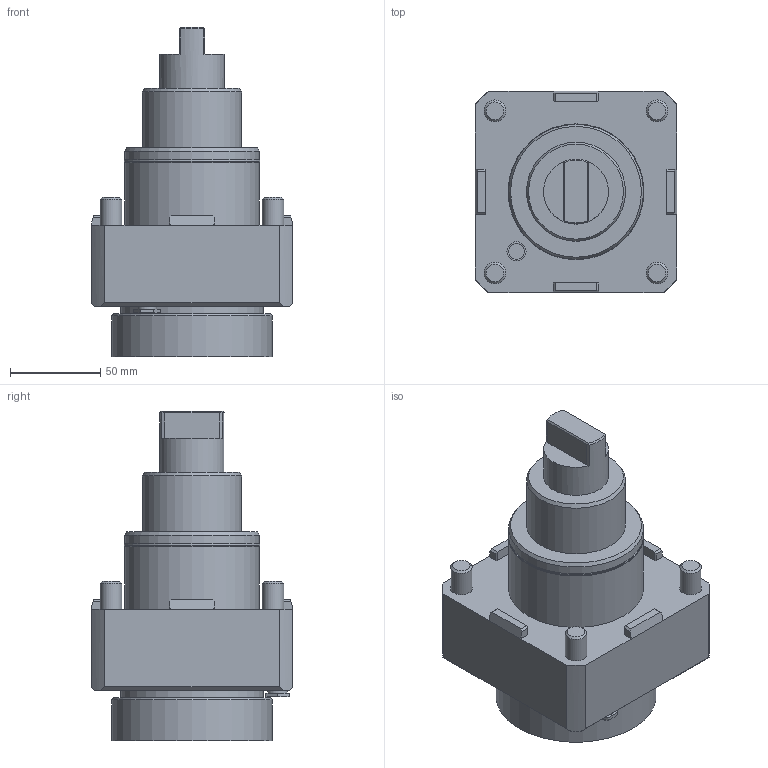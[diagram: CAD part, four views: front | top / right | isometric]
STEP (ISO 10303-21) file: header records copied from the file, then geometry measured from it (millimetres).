
FILE_DESCRIPTION(/* description */ (''),/* implementation_level */ '2;1');
FILE_NAME(/* name */ 'EWS_230296_DIN4003.stp',/* time_stamp */ '2024-03-04T08:28:01+01:00',/* author */ ('EWS'),/* organization */ (''),/* preprocessor_version */ 'ST-DEVELOPER v19.2',/* originating_system */ 'Autodesk Inventor 2023',/* authorisation */ '');
FILE_SCHEMA (('AUTOMOTIVE_DESIGN { 1 0 10303 214 3 1 1 }'));
Length unit declared in the file: millimetre
Products named in the file (1): EWS_230296_DIN4003
Bounding box: 112 x 112 x 183 mm (x, y, z)
Volume: 1031711.1 mm3; surface area: 76660.1 mm2
Topology: 1 solids, 1 shells, 120 faces, 295 edges, 192 vertices
Faces by surface type: plane 85, cylinder 17, cone 15, torus 3
Full cylindrical faces by diameter (mm): 10.7 x1, 12 x4, 36 x1, 54.95 x1, 74.9 x2, 75.394 x1, 79 x1, 85 x1, 89 x1
Entity records: 3574 total; most frequent: CARTESIAN_POINT 651, DIRECTION 600, ORIENTED_EDGE 590, EDGE_CURVE 295, AXIS2_PLACEMENT_3D 201, LINE 198, VECTOR 198, VERTEX_POINT 192
